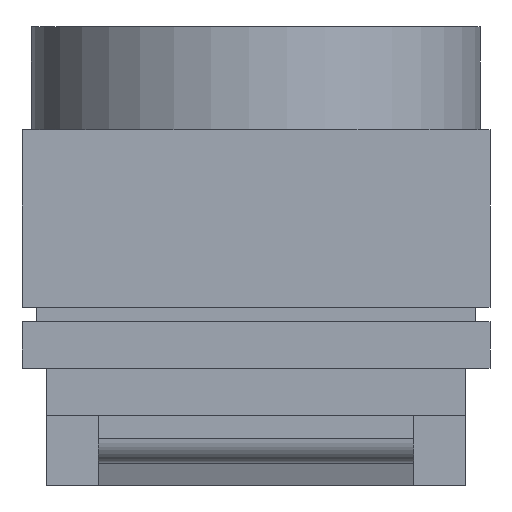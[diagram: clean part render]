
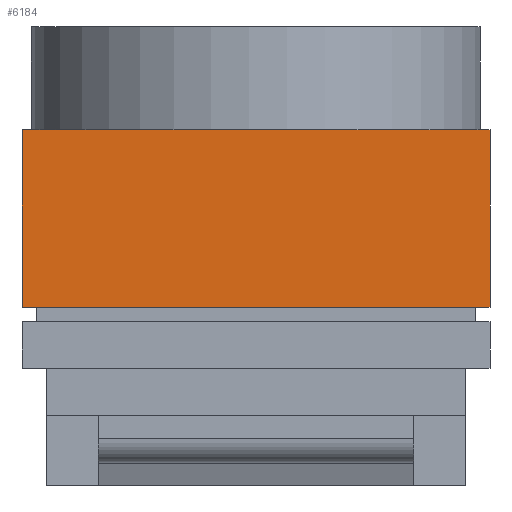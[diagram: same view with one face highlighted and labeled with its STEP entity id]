
A CAD part, left-side view. The second image highlights one B-rep face of the part: STEP entity #6184.
In plain terms, the highlighted planar face has unit normal (-1, 0, 0).
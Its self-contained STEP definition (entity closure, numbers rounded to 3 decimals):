
#203=LINE('',#8452,#592);
#205=LINE('',#8456,#594);
#206=LINE('',#8459,#595);
#207=LINE('',#8460,#596);
#592=VECTOR('',#6853,1000.);
#594=VECTOR('',#6857,1000.);
#595=VECTOR('',#6858,1000.);
#596=VECTOR('',#6859,1000.);
#1188=ORIENTED_EDGE('',*,*,#2422,.F.);
#1189=ORIENTED_EDGE('',*,*,#2423,.T.);
#1190=ORIENTED_EDGE('',*,*,#2420,.T.);
#1191=ORIENTED_EDGE('',*,*,#2424,.F.);
#2420=EDGE_CURVE('',#3042,#3041,#203,.T.);
#2422=EDGE_CURVE('',#3043,#3044,#205,.T.);
#2423=EDGE_CURVE('',#3043,#3042,#206,.T.);
#2424=EDGE_CURVE('',#3044,#3041,#207,.T.);
#3041=VERTEX_POINT('',#8451);
#3042=VERTEX_POINT('',#8453);
#3043=VERTEX_POINT('',#8457);
#3044=VERTEX_POINT('',#8458);
#3582=EDGE_LOOP('',(#1188,#1189,#1190,#1191));
#3881=FACE_BOUND('',#3582,.T.);
#4157=PLANE('',#6453);
#6184=ADVANCED_FACE('',(#3881),#4157,.F.);
#6453=AXIS2_PLACEMENT_3D('',#8455,#6855,#6856);
#6853=DIRECTION('',(0.,-1.,0.));
#6855=DIRECTION('',(1.,0.,0.));
#6856=DIRECTION('',(0.,0.,-1.));
#6857=DIRECTION('',(0.,-1.,0.));
#6858=DIRECTION('',(0.,0.,-1.));
#6859=DIRECTION('',(0.,0.,-1.));
#8451=CARTESIAN_POINT('',(-5.,-5.,0.));
#8452=CARTESIAN_POINT('',(-5.,5.,0.));
#8453=CARTESIAN_POINT('',(-5.,5.,0.));
#8455=CARTESIAN_POINT('',(-5.,5.,6.));
#8456=CARTESIAN_POINT('',(-5.,5.,3.8));
#8457=CARTESIAN_POINT('',(-5.,5.,3.8));
#8458=CARTESIAN_POINT('',(-5.,-5.,3.8));
#8459=CARTESIAN_POINT('',(-5.,5.,6.));
#8460=CARTESIAN_POINT('',(-5.,-5.,6.));
